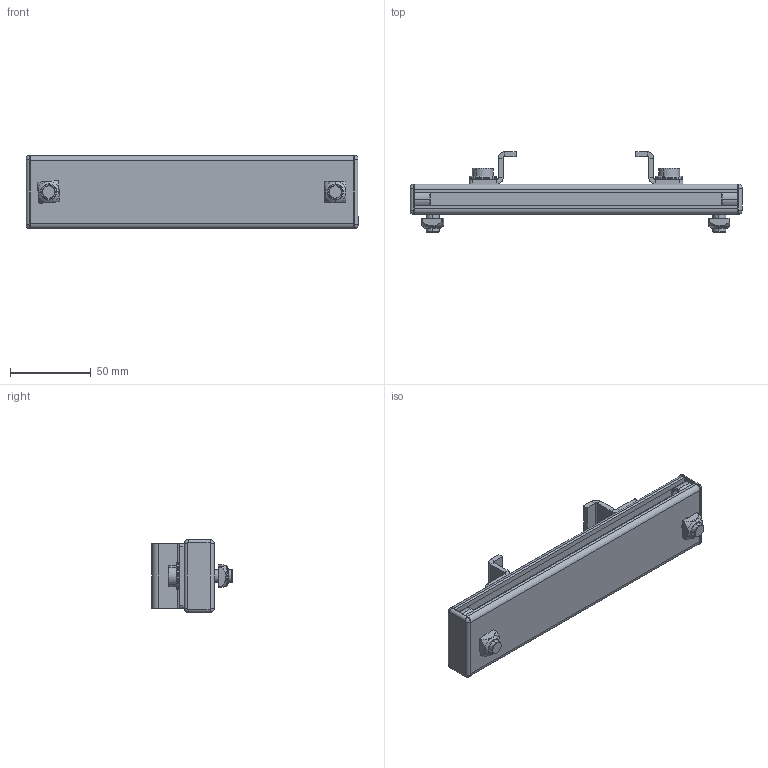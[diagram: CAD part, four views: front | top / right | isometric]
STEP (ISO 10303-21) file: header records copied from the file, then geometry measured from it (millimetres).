
FILE_DESCRIPTION (( 'STEP AP203' ), '1' );
FILE_NAME ('AR085.085.100.STEP', '2019-01-18T08:08:54', ( 'Localadmin' ), ( 'Microsoft' ), 'SwSTEP 2.0', 'SolidWorks 2018', '' );
FILE_SCHEMA (( 'CONFIG_CONTROL_DESIGN' ));
Length unit declared in the file: millimetre
Products named in the file (7): AR085.085.100; 084.101.005_500_Default<A macchina>; 084.201.006; 084.301.000 VITI ALUSIC-2_084.301.002; DIN 6905-9.3-FSt_DIN 6905-9.3-FSt; 084.302.000 DADI ALUSIC 13x13-1_084.302.004; AR000.000.015
Assembly tree (15 placements, depth 2):
  AR085.085.100
    084.101.005_500_Default<A macchina>
    084.201.006  x2
    084.301.000 VITI ALUSIC-2_084.301.002  x4
    DIN 6905-9.3-FSt_DIN 6905-9.3-FSt  x2
    084.302.000 DADI ALUSIC 13x13-1_084.302.004  x4
    AR000.000.015  x2
Bounding box: 205 x 49.74 x 45 mm (x, y, z)
Volume: 87649.2 mm3; surface area: 67878.4 mm2
Topology: 15 solids, 15 shells, 370 faces, 892 edges, 568 vertices
Faces by surface type: plane 166, cylinder 116, torus 56, cone 16, bspline 16
Entity records: 6671 total; most frequent: CARTESIAN_POINT 1464, DIRECTION 912, ORIENTED_EDGE 868, EDGE_CURVE 434, AXIS2_PLACEMENT_3D 336, VERTEX_POINT 278, LINE 240, VECTOR 240
